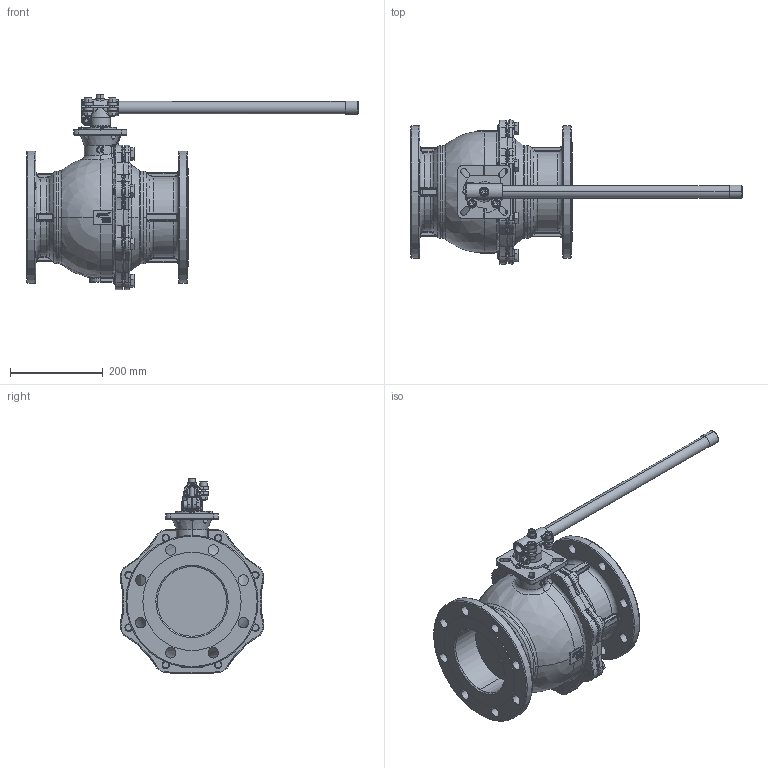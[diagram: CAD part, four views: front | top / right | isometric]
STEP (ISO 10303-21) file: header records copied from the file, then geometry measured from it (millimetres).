
FILE_DESCRIPTION(('HOOPS Exchange Step'),'2;1');
FILE_NAME('FK05_PN16_DN150.stp','2025-07-03T10:33:41+02:00',('nieru'),('Unknown organisation'),'HOOPS Exchange 2024.2','HOOPS Exchange','Unknown authorisation');
FILE_SCHEMA( ('AP203_CONFIGURATION_CONTROLLED_3D_DESIGN_OF_MECHANICAL_PARTS_AND_ASSEMBLIES_MIM_LF') );
Length unit declared in the file: millimetre
Products named in the file (2): 0; root
Assembly tree (1 placements, depth 2):
  root
    0
Bounding box: 716 x 310.43 x 421.6 mm (x, y, z)
Volume: 13065343.5 mm3; surface area: 807912.2 mm2
Topology: 3 solids, 3 shells, 2327 faces, 6205 edges, 3916 vertices
Faces by surface type: bspline 711, plane 637, cylinder 552, torus 230, cone 187, sphere 10
Entity records: 93948 total; most frequent: CARTESIAN_POINT 41343, ORIENTED_EDGE 12322, DIRECTION 8688, EDGE_CURVE 6161, VERTEX_POINT 3916, AXIS2_PLACEMENT_3D 3120, EDGE_LOOP 2503, FACE_BOUND 2503
